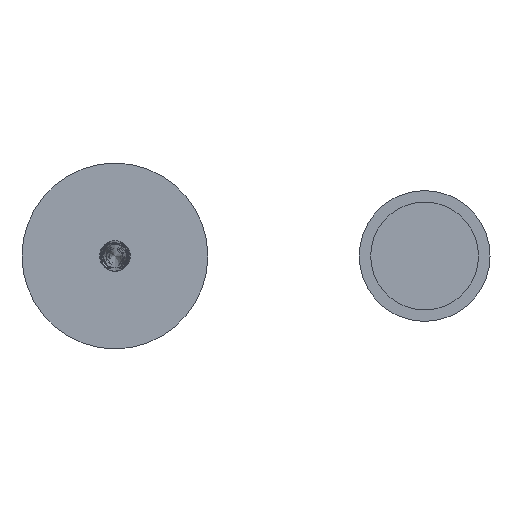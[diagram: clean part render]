
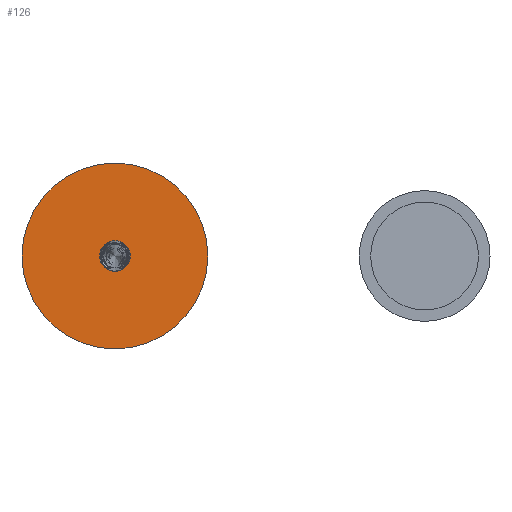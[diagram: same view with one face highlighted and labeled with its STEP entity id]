
A CAD part, front view. The second image highlights one B-rep face of the part: STEP entity #126.
In plain terms, the highlighted planar face has unit normal (0, -1, 0).
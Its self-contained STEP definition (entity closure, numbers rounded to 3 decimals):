
#21=FACE_BOUND('',#43,.T.);
#25=PLANE('',#154);
#31=FACE_OUTER_BOUND('',#42,.T.);
#42=EDGE_LOOP('',(#99));
#43=EDGE_LOOP('',(#100));
#60=CIRCLE('',#155,60.);
#61=CIRCLE('',#156,9.978);
#72=VERTEX_POINT('',#223);
#73=VERTEX_POINT('',#225);
#83=EDGE_CURVE('',#72,#72,#60,.T.);
#84=EDGE_CURVE('',#73,#73,#61,.T.);
#99=ORIENTED_EDGE('',*,*,#83,.F.);
#100=ORIENTED_EDGE('',*,*,#84,.T.);
#126=ADVANCED_FACE('',(#31,#21),#25,.T.);
#154=AXIS2_PLACEMENT_3D('',#222,#181,#182);
#155=AXIS2_PLACEMENT_3D('',#224,#183,#184);
#156=AXIS2_PLACEMENT_3D('',#226,#185,#186);
#181=DIRECTION('center_axis',(0.,-1.,0.));
#182=DIRECTION('ref_axis',(0.,0.,-1.));
#183=DIRECTION('center_axis',(0.,1.,0.));
#184=DIRECTION('ref_axis',(1.,0.,0.));
#185=DIRECTION('center_axis',(0.,1.,0.));
#186=DIRECTION('ref_axis',(0.,0.,1.));
#222=CARTESIAN_POINT('Origin',(0.,0.,60.));
#223=CARTESIAN_POINT('',(0.,0.,-60.));
#224=CARTESIAN_POINT('Origin',(0.,0.,0.));
#225=CARTESIAN_POINT('',(0.,0.,-9.978));
#226=CARTESIAN_POINT('Origin',(0.,0.,0.));
